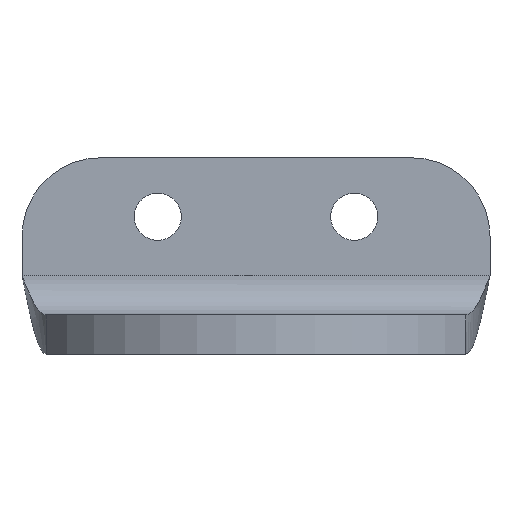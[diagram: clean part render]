
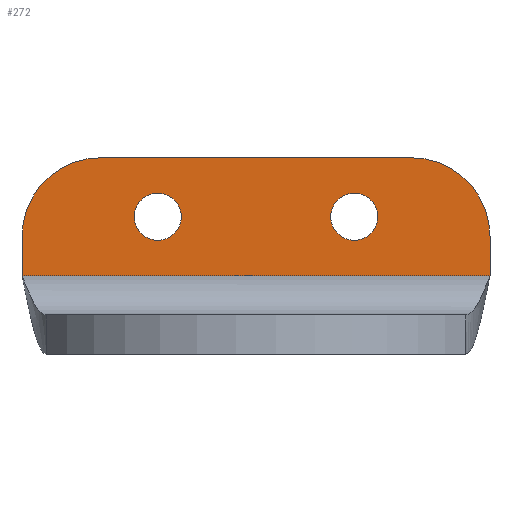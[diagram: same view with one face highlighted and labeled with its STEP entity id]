
A CAD part, front view. The second image highlights one B-rep face of the part: STEP entity #272.
In plain terms, the highlighted planar face has unit normal (0, -1, 0).
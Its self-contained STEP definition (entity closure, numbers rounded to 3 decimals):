
#21=FACE_BOUND('',#55,.T.);
#22=FACE_BOUND('',#56,.T.);
#27=PLANE('',#309);
#37=FACE_OUTER_BOUND('',#54,.T.);
#54=EDGE_LOOP('',(#199,#200,#201,#202,#203,#204));
#55=EDGE_LOOP('',(#205));
#56=EDGE_LOOP('',(#206));
#78=LINE('',#428,#99);
#79=LINE('',#432,#100);
#80=LINE('',#434,#101);
#81=LINE('',#435,#102);
#99=VECTOR('',#353,10.);
#100=VECTOR('',#356,10.);
#101=VECTOR('',#357,10.);
#102=VECTOR('',#358,10.);
#116=CIRCLE('',#301,1.2);
#118=CIRCLE('',#304,1.2);
#121=CIRCLE('',#308,4.);
#122=CIRCLE('',#310,4.);
#128=VERTEX_POINT('',#406);
#130=VERTEX_POINT('',#412);
#134=VERTEX_POINT('',#421);
#135=VERTEX_POINT('',#423);
#136=VERTEX_POINT('',#427);
#137=VERTEX_POINT('',#429);
#138=VERTEX_POINT('',#431);
#139=VERTEX_POINT('',#433);
#150=EDGE_CURVE('',#128,#128,#116,.T.);
#153=EDGE_CURVE('',#130,#130,#118,.T.);
#158=EDGE_CURVE('',#134,#135,#121,.T.);
#160=EDGE_CURVE('',#134,#136,#78,.T.);
#161=EDGE_CURVE('',#137,#136,#122,.T.);
#162=EDGE_CURVE('',#138,#137,#79,.T.);
#163=EDGE_CURVE('',#138,#139,#80,.T.);
#164=EDGE_CURVE('',#139,#135,#81,.T.);
#199=ORIENTED_EDGE('',*,*,#158,.F.);
#200=ORIENTED_EDGE('',*,*,#160,.T.);
#201=ORIENTED_EDGE('',*,*,#161,.F.);
#202=ORIENTED_EDGE('',*,*,#162,.F.);
#203=ORIENTED_EDGE('',*,*,#163,.T.);
#204=ORIENTED_EDGE('',*,*,#164,.T.);
#205=ORIENTED_EDGE('',*,*,#150,.T.);
#206=ORIENTED_EDGE('',*,*,#153,.T.);
#272=ADVANCED_FACE('',(#37,#21,#22),#27,.F.);
#301=AXIS2_PLACEMENT_3D('',#407,#331,#332);
#304=AXIS2_PLACEMENT_3D('',#413,#338,#339);
#308=AXIS2_PLACEMENT_3D('',#424,#348,#349);
#309=AXIS2_PLACEMENT_3D('',#426,#351,#352);
#310=AXIS2_PLACEMENT_3D('',#430,#354,#355);
#331=DIRECTION('center_axis',(0.,1.,0.));
#332=DIRECTION('ref_axis',(1.,0.,0.));
#338=DIRECTION('center_axis',(0.,1.,0.));
#339=DIRECTION('ref_axis',(1.,0.,0.));
#348=DIRECTION('center_axis',(0.,1.,0.));
#349=DIRECTION('ref_axis',(0.707,0.,0.707));
#351=DIRECTION('center_axis',(0.,1.,0.));
#352=DIRECTION('ref_axis',(-1.,0.,0.));
#353=DIRECTION('',(-1.,0.,0.));
#354=DIRECTION('center_axis',(0.,1.,0.));
#355=DIRECTION('ref_axis',(-0.707,0.,0.707));
#356=DIRECTION('',(0.,0.,1.));
#357=DIRECTION('',(1.,0.,0.));
#358=DIRECTION('',(0.,0.,1.));
#406=CARTESIAN_POINT('',(-6.2,-3.5,7.));
#407=CARTESIAN_POINT('Origin',(-5.,-3.5,7.));
#412=CARTESIAN_POINT('',(3.8,-3.5,7.));
#413=CARTESIAN_POINT('Origin',(5.,-3.5,7.));
#421=CARTESIAN_POINT('',(7.906,-3.5,10.));
#423=CARTESIAN_POINT('',(11.906,-3.5,6.));
#424=CARTESIAN_POINT('Origin',(7.906,-3.5,6.));
#426=CARTESIAN_POINT('Origin',(0.,-3.5,4.919));
#427=CARTESIAN_POINT('',(-7.906,-3.5,10.));
#428=CARTESIAN_POINT('',(11.906,-3.5,10.));
#429=CARTESIAN_POINT('',(-11.906,-3.5,6.));
#430=CARTESIAN_POINT('Origin',(-7.906,-3.5,6.));
#431=CARTESIAN_POINT('',(-11.906,-3.5,4.));
#432=CARTESIAN_POINT('',(-11.906,-3.5,4.));
#433=CARTESIAN_POINT('',(11.906,-3.5,4.));
#434=CARTESIAN_POINT('',(0.,-3.5,4.));
#435=CARTESIAN_POINT('',(11.906,-3.5,4.));
